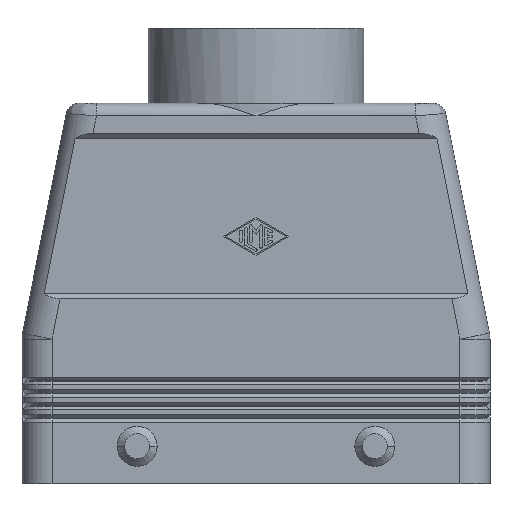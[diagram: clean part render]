
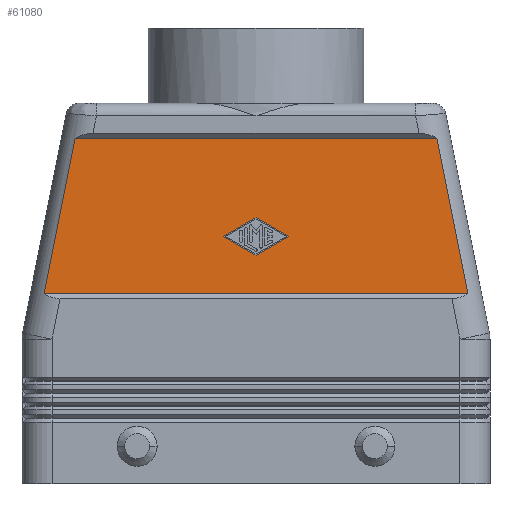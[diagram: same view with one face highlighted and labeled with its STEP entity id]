
A CAD part, front view. The second image highlights one B-rep face of the part: STEP entity #61080.
In plain terms, the highlighted planar face has unit normal (0, -1, 0).
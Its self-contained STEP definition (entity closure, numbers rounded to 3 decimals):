
#3560=CARTESIAN_POINT('',(42.323,-20.5,38.));
#3570=VERTEX_POINT('',#3560);
#3600=CARTESIAN_POINT('',(35.133,-20.5,74.147));
#3610=DIRECTION('',(0.195,0.,-0.981));
#3620=VECTOR('',#3610,1.);
#3630=LINE('',#3600,#3620);
#3640=CARTESIAN_POINT('',(36.157,-20.5,69.));
#3650=VERTEX_POINT('',#3640);
#3660=EDGE_CURVE('',#3650,#3570,#3630,.T.);
#6390=CARTESIAN_POINT('',(-36.157,-20.5,69.));
#6400=VERTEX_POINT('',#6390);
#6430=CARTESIAN_POINT('',(-44.003,-20.5,29.556));
#6440=DIRECTION('',(0.195,0.,0.981));
#6450=VECTOR('',#6440,1.);
#6460=LINE('',#6430,#6450);
#6470=CARTESIAN_POINT('',(-42.323,-20.5,38.));
#6480=VERTEX_POINT('',#6470);
#6490=EDGE_CURVE('',#6480,#6400,#6460,.T.);
#56930=CARTESIAN_POINT('',(0.,-20.5,38.));
#56940=DIRECTION('',(1.,-0.,-0.));
#56950=VECTOR('',#56940,1.);
#56960=LINE('',#56930,#56950);
#56970=EDGE_CURVE('',#6480,#3570,#56960,.T.);
#60580=CARTESIAN_POINT('',(-50.788,-20.5,72.1));
#60590=DIRECTION('',(0.,-1.,0.));
#60600=DIRECTION('',(-1.,-0.,0.));
#60610=AXIS2_PLACEMENT_3D('',#60580,#60590,#60600);
#60620=PLANE('',#60610);
#60630=ORIENTED_EDGE('',*,*,#56970,.T.);
#60640=ORIENTED_EDGE('',*,*,#6490,.F.);
#60650=CARTESIAN_POINT('',(0.,-20.5,69.));
#60660=DIRECTION('',(1.,0.,0.));
#60670=VECTOR('',#60660,1.);
#60680=LINE('',#60650,#60670);
#60690=EDGE_CURVE('',#6400,#3650,#60680,.T.);
#60700=ORIENTED_EDGE('',*,*,#60690,.F.);
#60710=ORIENTED_EDGE('',*,*,#3660,.F.);
#60720=EDGE_LOOP('',(#60710,#60700,#60640,#60630));
#60730=FACE_OUTER_BOUND('',#60720,.T.);
#60740=CARTESIAN_POINT('',(0.,-20.5,45.651));
#60750=DIRECTION('',(-0.866,-0.,-0.5));
#60760=VECTOR('',#60750,1.);
#60770=LINE('',#60740,#60760);
#60780=CARTESIAN_POINT('',(6.5,-20.5,49.4));
#60790=VERTEX_POINT('',#60780);
#60800=CARTESIAN_POINT('',(0.,-20.5,45.651))
;
#60810=VERTEX_POINT('',#60800);
#60820=EDGE_CURVE('',#60790,#60810,#60770,.T.);
#60830=ORIENTED_EDGE('',*,*,#60820,.T.);
#60840=CARTESIAN_POINT('',(0.,-20.5,53.149));
#60850=DIRECTION('',(0.866,-0.,-0.5));
#60860=VECTOR('',#60850,1.);
#60870=LINE('',#60840,#60860);
#60880=CARTESIAN_POINT('',(0.,-20.5,53.149))
;
#60890=VERTEX_POINT('',#60880);
#60900=EDGE_CURVE('',#60890,#60790,#60870,.T.);
#60910=ORIENTED_EDGE('',*,*,#60900,.T.);
#60920=CARTESIAN_POINT('',(0.,-20.5,53.149));
#60930=DIRECTION('',(0.866,-0.,0.5));
#60940=VECTOR('',#60930,1.);
#60950=LINE('',#60920,#60940);
#60960=CARTESIAN_POINT('',(-6.5,-20.5,49.4));
#60970=VERTEX_POINT('',#60960);
#60980=EDGE_CURVE('',#60970,#60890,#60950,.T.);
#60990=ORIENTED_EDGE('',*,*,#60980,.T.);
#61000=CARTESIAN_POINT('',(0.,-20.5,45.651));
#61010=DIRECTION('',(-0.866,-0.,0.5));
#61020=VECTOR('',#61010,1.);
#61030=LINE('',#61000,#61020);
#61040=EDGE_CURVE('',#60810,#60970,#61030,.T.);
#61050=ORIENTED_EDGE('',*,*,#61040,.T.);
#61060=EDGE_LOOP('',(#61050,#60990,#60910,#60830));
#61070=FACE_BOUND('',#61060,.T.);
#61080=ADVANCED_FACE('',(#60730,#61070),#60620,.T.);
